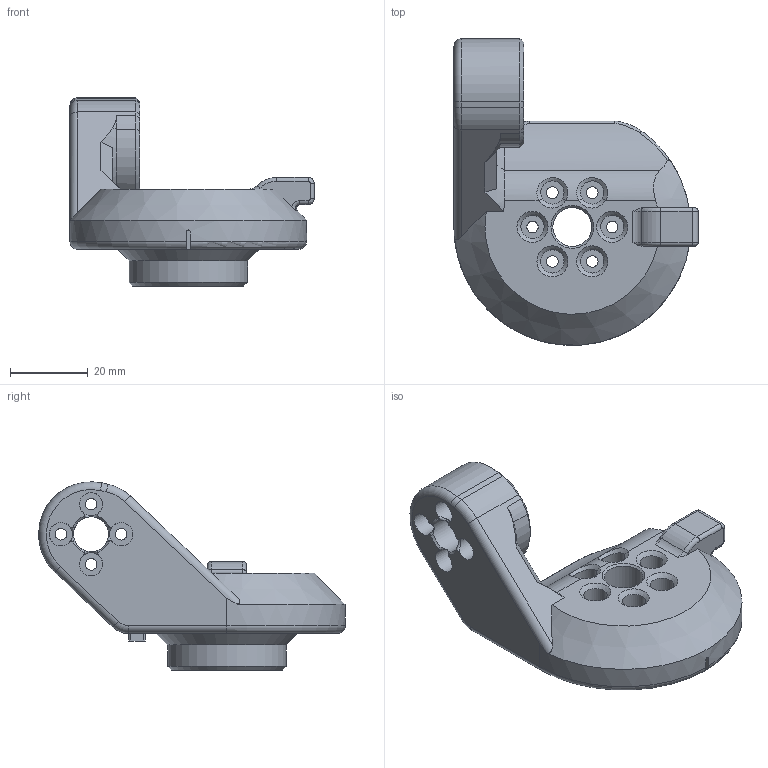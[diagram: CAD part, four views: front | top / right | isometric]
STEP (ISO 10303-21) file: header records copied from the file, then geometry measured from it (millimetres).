
FILE_DESCRIPTION(/* description */ (''),/* implementation_level */ '2;1');
FILE_NAME(/* name */ 'Parts 41.step',/* time_stamp */ '2024-04-16T04:11:59-04:00',/* author */ (''),/* organization */ (''),/* preprocessor_version */ 'ST-DEVELOPER v20',/* originating_system */ 'Autodesk Translation Framework v12.20.1.177',/* authorisation */ '');
FILE_SCHEMA (('AUTOMOTIVE_DESIGN { 1 0 10303 214 3 1 1 }'));
Length unit declared in the file: millimetre
Products named in the file (1): Parts 41
Bounding box: 62.9 x 79 x 48.49 mm (x, y, z)
Volume: 52139.2 mm3; surface area: 15358.5 mm2
Topology: 1 solids, 1 shells, 146 faces, 366 edges, 229 vertices
Faces by surface type: cylinder 54, plane 41, cone 26, bspline 15, torus 10
Full cylindrical faces by diameter (mm): 3 x10, 3.5 x1, 6 x10, 9 x1, 10 x1, 30.5 x1
Entity records: 6370 total; most frequent: CARTESIAN_POINT 2860, ORIENTED_EDGE 734, DIRECTION 714, EDGE_CURVE 367, AXIS2_PLACEMENT_3D 292, VERTEX_POINT 230, EDGE_LOOP 177, CIRCLE 156
